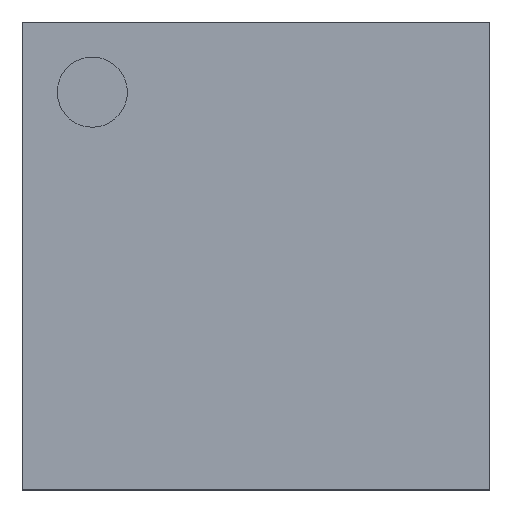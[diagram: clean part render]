
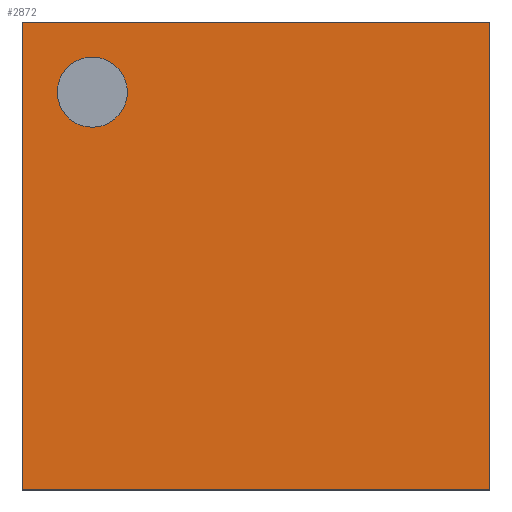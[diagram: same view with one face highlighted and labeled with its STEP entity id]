
A CAD part, top view. The second image highlights one B-rep face of the part: STEP entity #2872.
In plain terms, the highlighted planar face has unit normal (0, 0, 1).
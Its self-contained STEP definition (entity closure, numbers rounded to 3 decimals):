
#1538=CARTESIAN_POINT('',(-0.55,0.7,0.65));
#1539=VERTEX_POINT('',#1538);
#1548=CARTESIAN_POINT('',(-0.85,0.7,0.65));
#1549=VERTEX_POINT('',#1548);
#1550=CARTESIAN_POINT('',(-0.7,0.7,0.65));
#1551=DIRECTION('',(0.0,0.0,-1.0));
#1552=DIRECTION('',(1.0,0.0,0.0));
#1553=AXIS2_PLACEMENT_3D('',#1550,#1551,#1552);
#1554=CIRCLE('',#1553,0.15);
#1555=EDGE_CURVE('',#1549,#1539,#1554,.T.);
#1589=CARTESIAN_POINT('',(-0.7,0.7,0.65));
#1590=DIRECTION('',(0.0,0.0,-1.0));
#1591=DIRECTION('',(1.0,0.0,0.0));
#1592=AXIS2_PLACEMENT_3D('',#1589,#1590,#1591);
#1593=CIRCLE('',#1592,0.15);
#1594=EDGE_CURVE('',#1539,#1549,#1593,.T.);
#2686=CARTESIAN_POINT('',(-1.0,-1.0,0.65));
#2687=VERTEX_POINT('',#2686);
#2694=CARTESIAN_POINT('',(-1.0,1.0,0.65));
#2695=VERTEX_POINT('',#2694);
#2696=CARTESIAN_POINT('',(-1.0,-1.0,0.65));
#2697=DIRECTION('',(0.0,1.0,0.0));
#2698=VECTOR('',#2697,2.0);
#2699=LINE('',#2696,#2698);
#2700=EDGE_CURVE('',#2687,#2695,#2699,.T.);
#2769=CARTESIAN_POINT('',(1.0,1.0,0.65));
#2770=VERTEX_POINT('',#2769);
#2777=CARTESIAN_POINT('',(1.0,-1.0,0.65));
#2778=VERTEX_POINT('',#2777);
#2779=CARTESIAN_POINT('',(1.0,1.0,0.65));
#2780=DIRECTION('',(0.0,-1.0,0.0));
#2781=VECTOR('',#2780,2.0);
#2782=LINE('',#2779,#2781);
#2783=EDGE_CURVE('',#2770,#2778,#2782,.T.);
#2818=CARTESIAN_POINT('',(1.0,-1.0,0.65));
#2819=DIRECTION('',(-1.0,0.0,0.0));
#2820=VECTOR('',#2819,2.0);
#2821=LINE('',#2818,#2820);
#2822=EDGE_CURVE('',#2778,#2687,#2821,.T.);
#2840=CARTESIAN_POINT('',(-1.0,1.0,0.65));
#2841=DIRECTION('',(1.0,0.0,0.0));
#2842=VECTOR('',#2841,2.0);
#2843=LINE('',#2840,#2842);
#2844=EDGE_CURVE('',#2695,#2770,#2843,.T.);
#2857=CARTESIAN_POINT('',(0.0,0.,0.65));
#2858=DIRECTION('',(0.0,0.0,1.0));
#2859=DIRECTION('',(1.0,0.0,0.0));
#2860=AXIS2_PLACEMENT_3D('',#2857,#2858,#2859);
#2861=PLANE('',#2860);
#2862=ORIENTED_EDGE('',*,*,#2783,.F.);
#2863=ORIENTED_EDGE('',*,*,#2844,.F.);
#2864=ORIENTED_EDGE('',*,*,#2700,.F.);
#2865=ORIENTED_EDGE('',*,*,#2822,.F.);
#2866=EDGE_LOOP('',(#2862,#2863,#2864,#2865));
#2867=FACE_OUTER_BOUND('',#2866,.T.);
#2868=ORIENTED_EDGE('',*,*,#1594,.T.);
#2869=ORIENTED_EDGE('',*,*,#1555,.T.);
#2870=EDGE_LOOP('',(#2868,#2869));
#2871=FACE_BOUND('',#2870,.T.);
#2872=ADVANCED_FACE('',(#2867,#2871),#2861,.T.);
